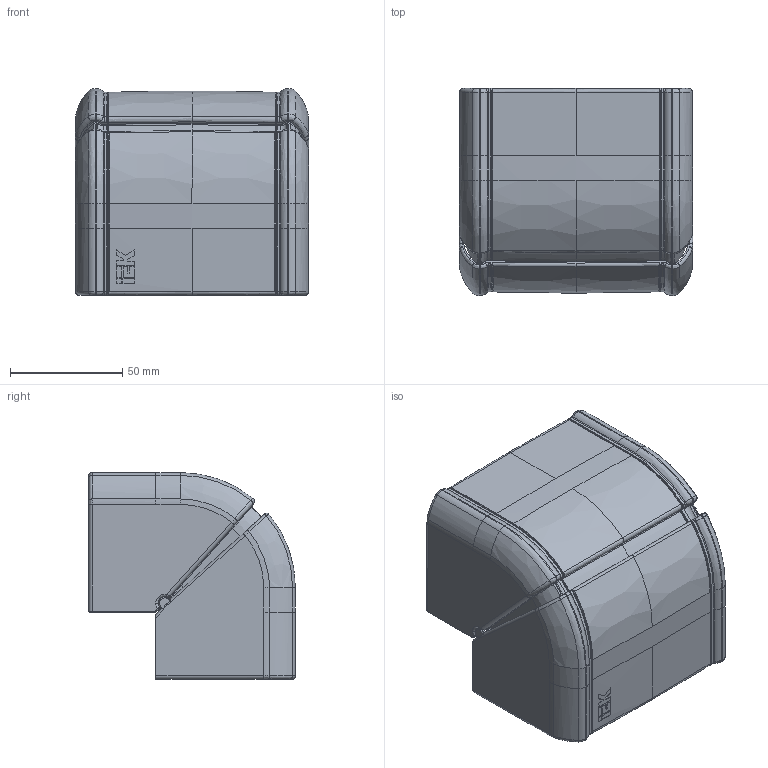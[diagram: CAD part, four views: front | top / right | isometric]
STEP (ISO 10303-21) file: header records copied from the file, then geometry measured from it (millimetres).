
FILE_DESCRIPTION (( 'STEP AP214' ), '1' );
FILE_NAME ('CKK-40D-W-100-060-K01 Âíåøíèé èçìåíÿåìûé óãîë äëÿ Ê.Ê. Ïðàéìåð 100õ60.STEP', '2016-07-18T09:20:51', ( '' ), ( '' ), 'SwSTEP 2.0', 'SolidWorks 2014', '' );
FILE_SCHEMA (( 'AUTOMOTIVE_DESIGN' ));
Length unit declared in the file: millimetre
Products named in the file (1): CKK-40D-W-100-060-K01 Âíåøíèé èçìåíÿåìûé óãîë äëÿ Ê.Ê. Ïðàéìåð 100õ60
Bounding box: 104.16 x 92.15 x 92.15 mm (x, y, z)
Volume: 57461.7 mm3; surface area: 61240.4 mm2
Topology: 2 solids, 2 shells, 657 faces, 1630 edges, 979 vertices
Faces by surface type: bspline 371, cylinder 155, plane 131
Entity records: 42857 total; most frequent: CARTESIAN_POINT 23125, ORIENTED_EDGE 3250, EDGE_CURVE 1625, DIRECTION 1467, VERTEX_POINT 979, B_SPLINE_CURVE_WITH_KNOTS 884, EDGE_LOOP 664, UNCERTAINTY_MEASURE_WITH_UNIT 661
